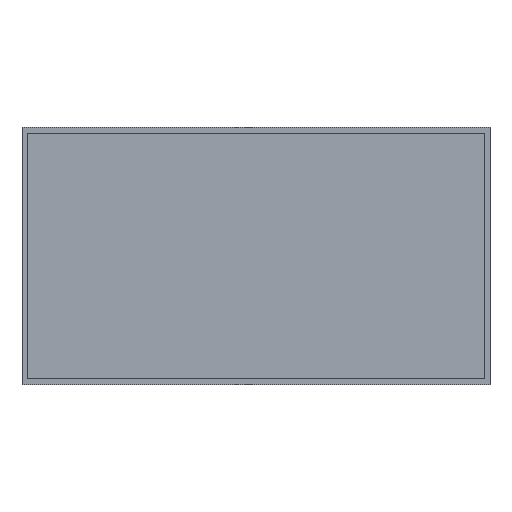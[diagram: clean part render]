
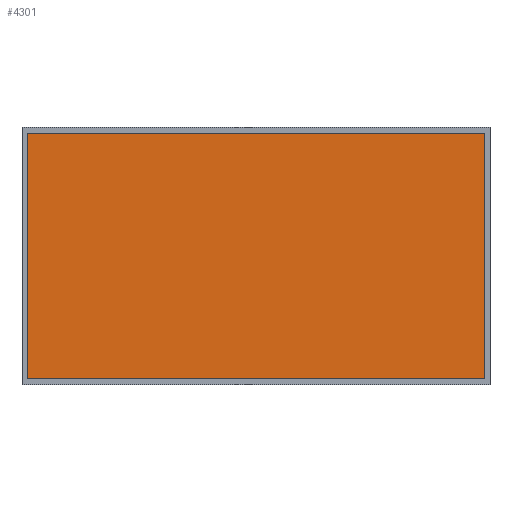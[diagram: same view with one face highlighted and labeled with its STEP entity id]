
A CAD part, top view. The second image highlights one B-rep face of the part: STEP entity #4301.
In plain terms, the highlighted planar face has unit normal (0, 0, 1).
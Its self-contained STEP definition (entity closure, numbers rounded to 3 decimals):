
#91=DIRECTION('',(0.,-1.,0.));
#92=VECTOR('',#91,10.5);
#93=CARTESIAN_POINT('',(-9.75,5.25,5.65));
#94=LINE('',#93,#92);
#95=DIRECTION('',(-1.,0.,0.));
#96=VECTOR('',#95,19.5);
#97=CARTESIAN_POINT('',(9.75,5.25,5.65));
#98=LINE('',#97,#96);
#99=DIRECTION('',(0.,1.,0.));
#100=VECTOR('',#99,10.5);
#101=CARTESIAN_POINT('',(9.75,-5.25,5.65));
#102=LINE('',#101,#100);
#103=DIRECTION('',(1.,0.,0.));
#104=VECTOR('',#103,19.5);
#105=CARTESIAN_POINT('',(-9.75,-5.25,5.65));
#106=LINE('',#105,#104);
#3935=CARTESIAN_POINT('',(-9.75,5.25,5.65));
#3936=CARTESIAN_POINT('',(-9.75,-5.25,5.65));
#3937=VERTEX_POINT('',#3935);
#3938=VERTEX_POINT('',#3936);
#3939=CARTESIAN_POINT('',(9.75,-5.25,5.65));
#3940=VERTEX_POINT('',#3939);
#3941=CARTESIAN_POINT('',(9.75,5.25,5.65));
#3942=VERTEX_POINT('',#3941);
#4290=CARTESIAN_POINT('',(0.,0.,5.65));
#4291=DIRECTION('',(0.,0.,1.));
#4292=DIRECTION('',(1.,0.,0.));
#4293=AXIS2_PLACEMENT_3D('',#4290,#4291,#4292);
#4294=PLANE('',#4293);
#4295=ORIENTED_EDGE('',*,*,#4242,.F.);
#4296=ORIENTED_EDGE('',*,*,#4257,.F.);
#4297=ORIENTED_EDGE('',*,*,#4271,.F.);
#4298=ORIENTED_EDGE('',*,*,#4284,.F.);
#4299=EDGE_LOOP('',(#4295,#4296,#4297,#4298));
#4300=FACE_OUTER_BOUND('',#4299,.F.);
#4301=ADVANCED_FACE('',(#4300),#4294,.T.);
#4242=EDGE_CURVE('',#3937,#3938,#94,.T.);
#4257=EDGE_CURVE('',#3942,#3937,#98,.T.);
#4271=EDGE_CURVE('',#3940,#3942,#102,.T.);
#4284=EDGE_CURVE('',#3938,#3940,#106,.T.);
